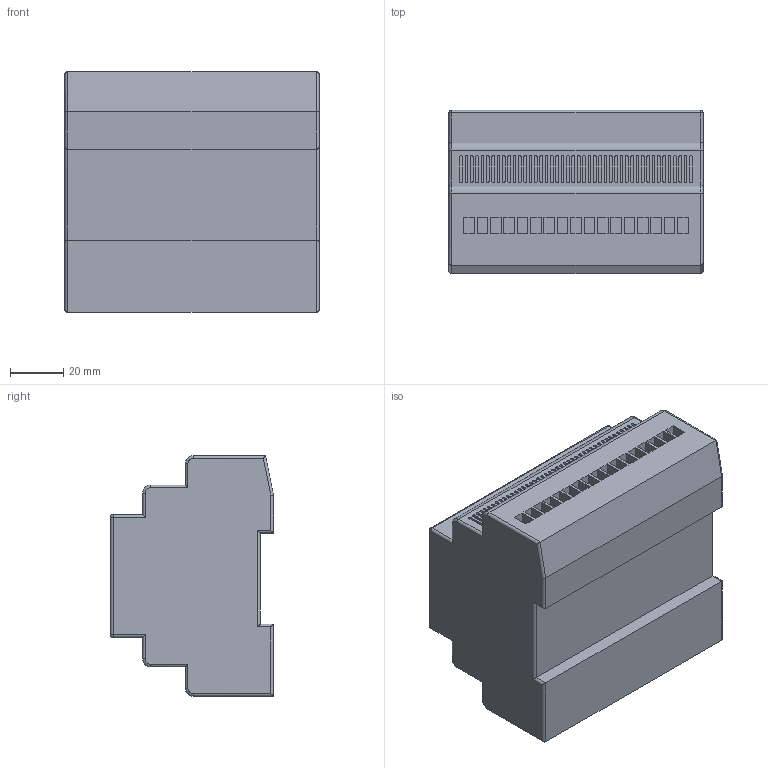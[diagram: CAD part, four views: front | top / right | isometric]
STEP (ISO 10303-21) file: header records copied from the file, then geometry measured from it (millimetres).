
FILE_DESCRIPTION (( 'STEP AP214' ), '1' );
FILE_NAME ('PLR-S-CPU-1206T-DC-BE Ëîãè÷åñêîå ðåëå PLR-S. CPU1206(T) 24Â DC ñ ýêðàíîì ONI.STEP', '2018-11-16T12:04:11', ( '' ), ( '' ), 'SwSTEP 2.0', 'SolidWorks 2014', '' );
FILE_SCHEMA (( 'AUTOMOTIVE_DESIGN' ));
Length unit declared in the file: millimetre
Products named in the file (1): PLR-S-CPU-1206T-DC-BE Ëîãè÷åñêîå ðåëå PLR-S. CPU1206(T) 24Â DC ñ ýêðàíîì ONI
Bounding box: 95 x 61 x 90 mm (x, y, z)
Volume: 407556.8 mm3; surface area: 52339.6 mm2
Topology: 1 solids, 1 shells, 1094 faces, 2795 edges, 1844 vertices
Faces by surface type: plane 636, cylinder 446, torus 8, sphere 4
Entity records: 33165 total; most frequent: DIRECTION 5815, CARTESIAN_POINT 5796, ORIENTED_EDGE 5582, EDGE_CURVE 2791, AXIS2_PLACEMENT_3D 1951, VECTOR 1913, LINE 1913, VERTEX_POINT 1844
